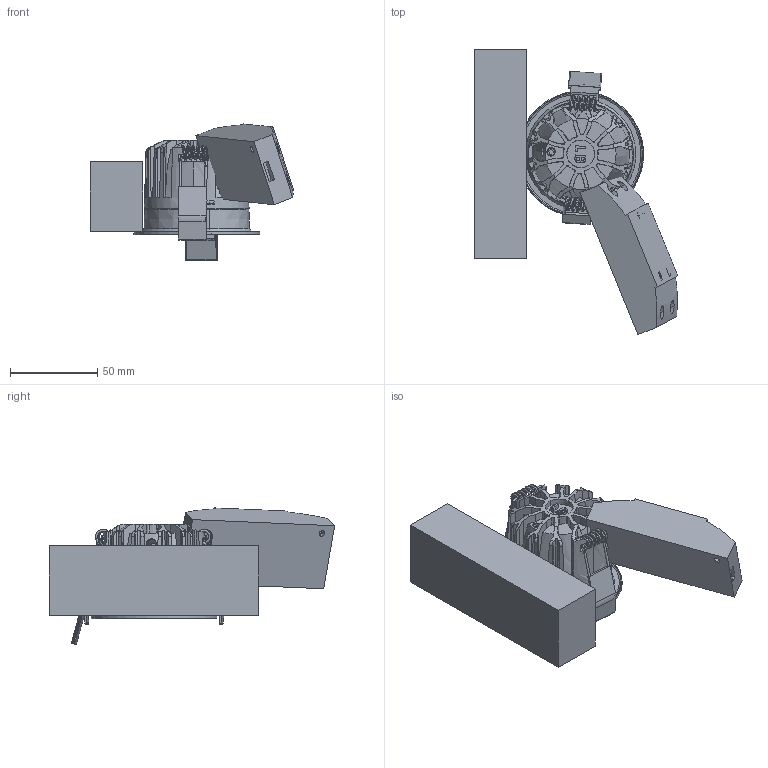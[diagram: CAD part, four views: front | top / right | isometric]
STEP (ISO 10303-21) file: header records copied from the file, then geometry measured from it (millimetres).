
FILE_DESCRIPTION (( 'STEP AP214' ), '1' );
FILE_NAME ('TRE-1202.STEP', '2021-10-19T00:55:04', ( 'user' ), ( '' ), 'SwSTEP 2.0', 'SolidWorks 2017', '' );
FILE_SCHEMA (( 'AUTOMOTIVE_DESIGN' ));
Length unit declared in the file: millimetre
Products named in the file (16): TRE-1202; LAX12X4X3驱动; TRE-12R-散热器; 48X2胶圈; 45X1.5胶圈（透明）; 科锐 CXA1507; 13X30热缩管; M5X4囀鞠蹟佪; 驱动; CertaDrive 12W 0.3A 40VLPF I 230V; ￠4.5X300MM0.3平方PVC红线护套线0; TRE-072019醱遠; 60X16.5X⊿8.5粟銅; 昹檄肅毀嫖戚SL-050K ; SL-050J; SL-CXA-15-HD-B-V5
Assembly tree (16 placements, depth 3):
  TRE-1202
    昹檄肅毀嫖戚SL-050K 
      SL-CXA-15-HD-B-V5
      SL-050J
    60X16.5X⊿8.5粟銅  x2
    TRE-072019醱遠
    驱动
      ￠4.5X300MM0.3平方PVC红线护套线0
      CertaDrive 12W 0.3A 40VLPF I 230V
    M5X4囀鞠蹟佪
    13X30热缩管
    科锐 CXA1507
    45X1.5胶圈（透明）
    48X2胶圈
    TRE-12R-散热器
    LAX12X4X3驱动
Bounding box: 116.6 x 163.62 x 78.03 mm (x, y, z)
Volume: 263088.2 mm3; surface area: 84738.3 mm2
Topology: 14 solids, 14 shells, 1215 faces, 3301 edges, 2157 vertices
Faces by surface type: plane 584, cylinder 231, bspline 207, cone 146, torus 45, sphere 2
Entity records: 60905 total; most frequent: CARTESIAN_POINT 33097, ORIENTED_EDGE 6340, DIRECTION 4659, EDGE_CURVE 3170, VERTEX_POINT 2080, AXIS2_PLACEMENT_3D 1669, VECTOR 1321, LINE 1321
